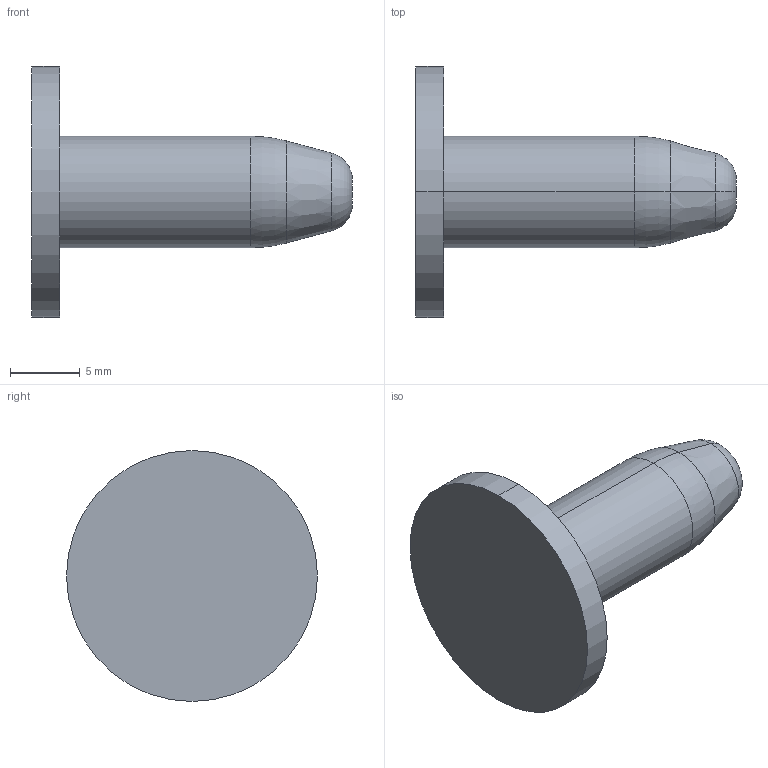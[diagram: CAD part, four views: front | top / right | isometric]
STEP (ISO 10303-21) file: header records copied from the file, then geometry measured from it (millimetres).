
FILE_DESCRIPTION (( 'STEP AP214' ), '1' );
FILE_NAME ('Axe godet REP 13.STEP', '2021-01-31T12:32:40', ( '' ), ( '' ), 'SwSTEP 2.0', 'SolidWorks 2019', '' );
FILE_SCHEMA (( 'AUTOMOTIVE_DESIGN' ));
Length unit declared in the file: millimetre
Products named in the file (1): Axe godet REP 13
Bounding box: 23 x 18 x 18 mm (x, y, z)
Volume: 1451.6 mm3; surface area: 1082.7 mm2
Topology: 1 solids, 1 shells, 13 faces, 24 edges, 14 vertices
Faces by surface type: torus 4, cylinder 4, plane 3, cone 2
Entity records: 362 total; most frequent: DIRECTION 70, CARTESIAN_POINT 52, ORIENTED_EDGE 48, AXIS2_PLACEMENT_3D 32, EDGE_CURVE 24, CIRCLE 18, EDGE_LOOP 14, VERTEX_POINT 14
